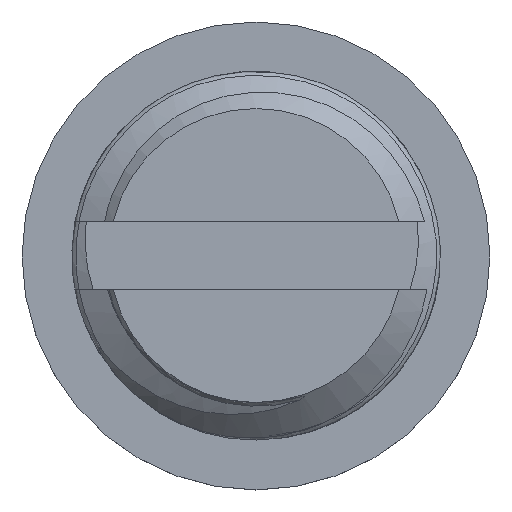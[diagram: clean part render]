
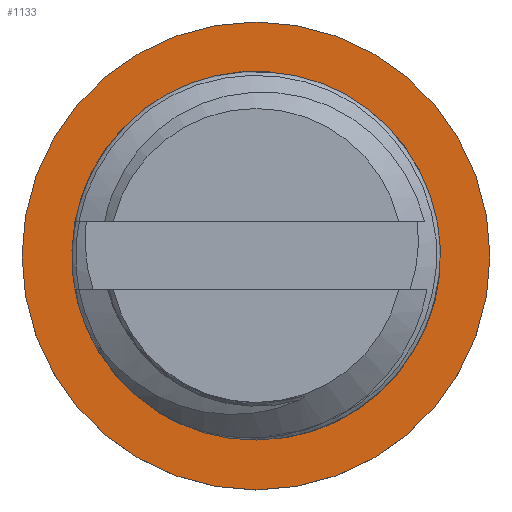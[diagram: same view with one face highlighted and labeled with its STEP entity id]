
A CAD part, top view. The second image highlights one B-rep face of the part: STEP entity #1133.
In plain terms, the highlighted planar face has unit normal (0, 0, 1).
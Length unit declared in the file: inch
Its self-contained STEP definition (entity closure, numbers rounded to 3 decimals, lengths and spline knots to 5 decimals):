
#21=FACE_BOUND('',#206,.T.);
#76=PLANE('',#1222);
#144=FACE_OUTER_BOUND('',#205,.T.);
#205=EDGE_LOOP('',(#978));
#206=EDGE_LOOP('',(#979));
#319=CIRCLE('',#1221,0.0754);
#320=CIRCLE('',#1223,0.12);
#509=VERTEX_POINT('',#4113);
#510=VERTEX_POINT('',#4117);
#669=EDGE_CURVE('',#509,#509,#319,.T.);
#671=EDGE_CURVE('',#510,#510,#320,.T.);
#978=ORIENTED_EDGE('',*,*,#671,.F.);
#979=ORIENTED_EDGE('',*,*,#669,.T.);
#1133=ADVANCED_FACE('',(#144,#21),#76,.T.);
#1221=AXIS2_PLACEMENT_3D('',#4114,#1381,#1382);
#1222=AXIS2_PLACEMENT_3D('',#4116,#1384,#1385);
#1223=AXIS2_PLACEMENT_3D('',#4118,#1386,#1387);
#1381=DIRECTION('center_axis',(0.,0.,-1.));
#1382=DIRECTION('ref_axis',(1.,0.,0.));
#1384=DIRECTION('center_axis',(0.,0.,1.));
#1385=DIRECTION('ref_axis',(1.,0.,0.));
#1386=DIRECTION('center_axis',(0.,0.,-1.));
#1387=DIRECTION('ref_axis',(1.,0.,0.));
#4113=CARTESIAN_POINT('',(0.,-0.0754,0.049));
#4114=CARTESIAN_POINT('Origin',(0.,0.,0.049));
#4116=CARTESIAN_POINT('Origin',(0.,0.12,0.049));
#4117=CARTESIAN_POINT('',(0.,-0.12,0.049));
#4118=CARTESIAN_POINT('Origin',(0.,0.,0.049));
